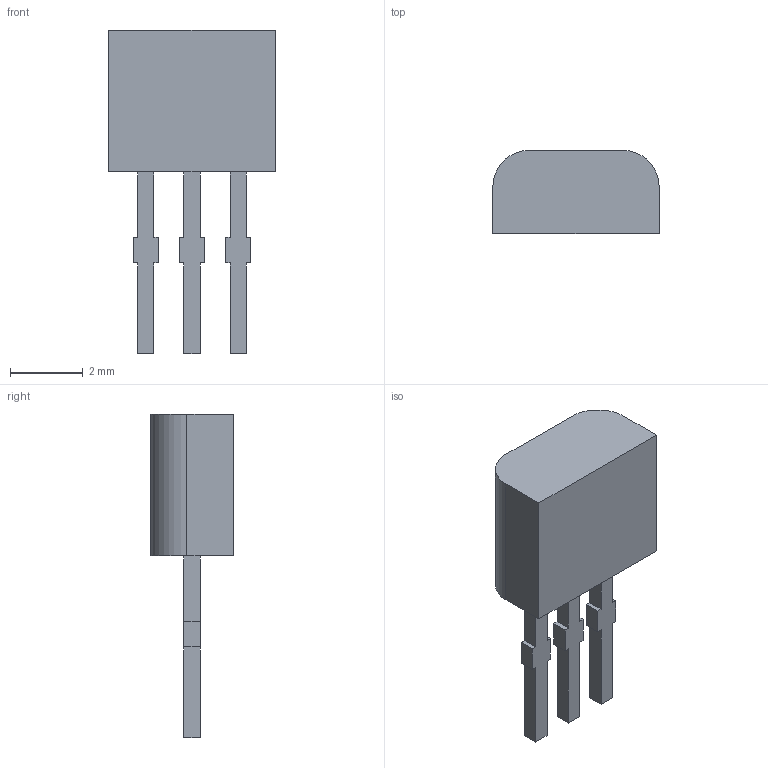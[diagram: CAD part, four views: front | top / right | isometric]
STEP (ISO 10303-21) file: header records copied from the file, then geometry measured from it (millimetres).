
FILE_DESCRIPTION(('FreeCAD Model'),'2;1');
FILE_NAME('E-Line.step','2018-11-26T13:04:14',('Author'),( ''),'Open CASCADE STEP processor 6.8','FreeCAD','Unknown');
FILE_SCHEMA(('AUTOMOTIVE_DESIGN_CC2 { 1 2 10303 214 -1 1 5 4 }'));
Length unit declared in the file: inch
Products named in the file (3): ASSEMBLY; Array; Pad
Assembly tree (2 placements, depth 2):
  ASSEMBLY
    Array
    Pad
Bounding box: 4.57 x 2.28 x 8.9 mm (x, y, z)
Volume: 42.1 mm3; surface area: 99.4 mm2
Topology: 4 solids, 4 shells, 50 faces, 126 edges, 84 vertices
Faces by surface type: plane 48, cylinder 2
Entity records: 3186 total; most frequent: CARTESIAN_POINT 563, DIRECTION 460, LINE 346, VECTOR 346, ORIENTED_EDGE 252, PCURVE 252, DEFINITIONAL_REPRESENTATION 252, EDGE_CURVE 126
